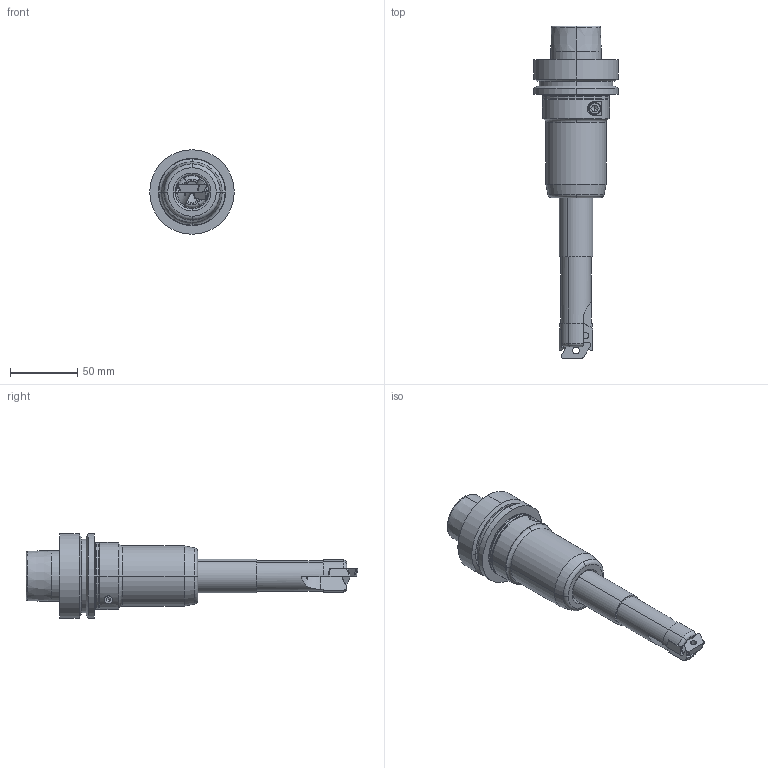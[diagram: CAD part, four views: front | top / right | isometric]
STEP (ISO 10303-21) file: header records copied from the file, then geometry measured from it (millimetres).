
FILE_DESCRIPTION(('HOOPS Exchange Step'),'2;1');
FILE_NAME('export-AA58B84F-81F0-4229-964F-80F9B2B4DC97.stp','2024-08-15T18:09:30+02:00',('Engineering'),('Alibre'),'HOOPS Exchange 2023.0','Alibre','Unknown authorisation');
FILE_SCHEMA( ('AP242_MANAGED_MODEL_BASED_3D_ENGINEERING_MIM_LF {1 0 10303 442 1 1 4 }') );
Length unit declared in the file: millimetre
Products named in the file (4): 6925 Ø25 Z=2 L=170 CL=70 Ap=16 Shoulder Milling ALU-Cutter (TE90XEV 225-25-16-L170); 3502 ETP HYDRO-GRIP G2-25 HSK63F; 6931 XEVT 160508R-AL K10 Sharp ground  polished inserts (ALU  non-ferrous materials); 6925 Demo Tool Assembly with 3502 ETP
Assembly tree (4 placements, depth 2):
  6925 Demo Tool Assembly with 3502 ETP
    6925 Ø25 Z=2 L=170 CL=70 Ap=16 Shoulder Milling ALU-Cutter (TE90XEV 225-25-16-L170)
    3502 ETP HYDRO-GRIP G2-25 HSK63F
    6931 XEVT 160508R-AL K10 Sharp ground  polished inserts (ALU  non-ferrous materials)  x2
Bounding box: 63 x 247.6 x 63 mm (x, y, z)
Volume: 249946.4 mm3; surface area: 53049.2 mm2
Topology: 5 solids, 5 shells, 243 faces, 607 edges, 380 vertices
Faces by surface type: plane 74, torus 58, cylinder 55, cone 40, bspline 16
Entity records: 7359 total; most frequent: CARTESIAN_POINT 1951, DIRECTION 1114, ORIENTED_EDGE 1058, EDGE_CURVE 529, AXIS2_PLACEMENT_3D 465, VERTEX_POINT 332, CIRCLE 249, EDGE_LOOP 235
